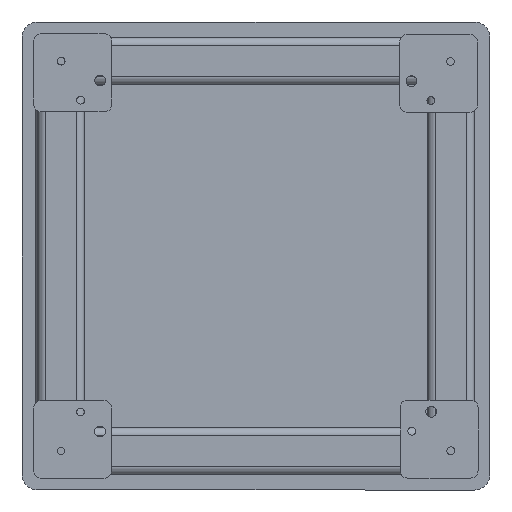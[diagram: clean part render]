
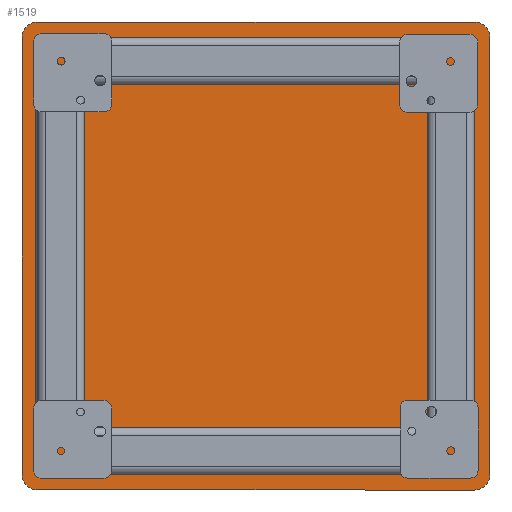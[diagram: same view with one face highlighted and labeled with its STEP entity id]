
A CAD part, front view. The second image highlights one B-rep face of the part: STEP entity #1519.
In plain terms, the highlighted planar face has unit normal (0, -1, 0).
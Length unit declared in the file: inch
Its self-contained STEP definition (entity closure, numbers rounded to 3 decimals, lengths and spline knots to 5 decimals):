
#81 = EDGE_CURVE ( 'NONE', #1493, #1853, #2433, .T. ) ;
#91 = VERTEX_POINT ( 'NONE', #1060 ) ;
#130 = VECTOR ( 'NONE', #1591, 39.37008 ) ;
#163 = DIRECTION ( 'NONE',  ( 0., -1., 0. ) ) ;
#191 = CARTESIAN_POINT ( 'NONE',  ( 0., 0., 0. ) ) ;
#221 = VECTOR ( 'NONE', #1449, 39.37008 ) ;
#272 = LINE ( 'NONE', #2055, #130 ) ;
#292 = CARTESIAN_POINT ( 'NONE',  ( -15., 0., 14. ) ) ;
#408 = AXIS2_PLACEMENT_3D ( 'NONE', #1806, #2709, #673 ) ;
#476 = EDGE_CURVE ( 'NONE', #1493, #91, #1667, .T. ) ;
#516 = VECTOR ( 'NONE', #2687, 39.37008 ) ;
#597 = DIRECTION ( 'NONE',  ( 0., 1., 0. ) ) ;
#644 = AXIS2_PLACEMENT_3D ( 'NONE', #191, #597, #1097 ) ;
#647 = AXIS2_PLACEMENT_3D ( 'NONE', #1511, #163, #1079 ) ;
#663 = ORIENTED_EDGE ( 'NONE', *, *, #2565, .T. ) ;
#673 = DIRECTION ( 'NONE',  ( 0., 0., 1. ) ) ;
#734 = ORIENTED_EDGE ( 'NONE', *, *, #1746, .F. ) ;
#828 = FACE_OUTER_BOUND ( 'NONE', #1695, .T. ) ;
#857 = CARTESIAN_POINT ( 'NONE',  ( -14., 0., 15. ) ) ;
#890 = CIRCLE ( 'NONE', #408, 1. ) ;
#974 = CARTESIAN_POINT ( 'NONE',  ( 15., 0., 14. ) ) ;
#1060 = CARTESIAN_POINT ( 'NONE',  ( 14., 0., 15. ) ) ;
#1079 = DIRECTION ( 'NONE',  ( 0., 0., 1. ) ) ;
#1097 = DIRECTION ( 'NONE',  ( 0., 0., 1. ) ) ;
#1125 = ORIENTED_EDGE ( 'NONE', *, *, #476, .F. ) ;
#1172 = AXIS2_PLACEMENT_3D ( 'NONE', #1490, #1275, #1506 ) ;
#1196 = DIRECTION ( 'NONE',  ( 1., 0., 0. ) ) ;
#1209 = VERTEX_POINT ( 'NONE', #1700 ) ;
#1244 = ORIENTED_EDGE ( 'NONE', *, *, #81, .T. ) ;
#1275 = DIRECTION ( 'NONE',  ( 0., -1., 0. ) ) ;
#1282 = EDGE_CURVE ( 'NONE', #2699, #2345, #1922, .T. ) ;
#1305 = LINE ( 'NONE', #1992, #516 ) ;
#1369 = DIRECTION ( 'NONE',  ( 0., -1., 0. ) ) ;
#1449 = DIRECTION ( 'NONE',  ( 0., 0., -1. ) ) ;
#1459 = AXIS2_PLACEMENT_3D ( 'NONE', #1771, #1369, #2056 ) ;
#1466 = EDGE_CURVE ( 'NONE', #1209, #1853, #1305, .T. ) ;
#1490 = CARTESIAN_POINT ( 'NONE',  ( -14., 0., 14. ) ) ;
#1493 = VERTEX_POINT ( 'NONE', #857 ) ;
#1506 = DIRECTION ( 'NONE',  ( 0., 0., 1. ) ) ;
#1511 = CARTESIAN_POINT ( 'NONE',  ( -14., 0., -14. ) ) ;
#1519 = ADVANCED_FACE ( 'NONE', ( #828 ), #2227, .F. ) ;
#1537 = CARTESIAN_POINT ( 'NONE',  ( -14., 0., -15. ) ) ;
#1575 = CARTESIAN_POINT ( 'NONE',  ( 14., 0., -15. ) ) ;
#1591 = DIRECTION ( 'NONE',  ( -1., 0., 0. ) ) ;
#1667 = LINE ( 'NONE', #2061, #2823 ) ;
#1674 = CARTESIAN_POINT ( 'NONE',  ( 15., 0., 15. ) ) ;
#1695 = EDGE_LOOP ( 'NONE', ( #734, #1736, #2004, #663, #1125, #1244, #2510, #2140 ) ) ;
#1700 = CARTESIAN_POINT ( 'NONE',  ( -15., 0., -14. ) ) ;
#1736 = ORIENTED_EDGE ( 'NONE', *, *, #2460, .T. ) ;
#1746 = EDGE_CURVE ( 'NONE', #2571, #2069, #272, .T. ) ;
#1771 = CARTESIAN_POINT ( 'NONE',  ( 14., 0., -14. ) ) ;
#1806 = CARTESIAN_POINT ( 'NONE',  ( 14., 0., 14. ) ) ;
#1853 = VERTEX_POINT ( 'NONE', #292 ) ;
#1922 = LINE ( 'NONE', #1674, #221 ) ;
#1992 = CARTESIAN_POINT ( 'NONE',  ( -15., 0., 15. ) ) ;
#2004 = ORIENTED_EDGE ( 'NONE', *, *, #1282, .F. ) ;
#2031 = EDGE_CURVE ( 'NONE', #1209, #2069, #2626, .T. ) ;
#2055 = CARTESIAN_POINT ( 'NONE',  ( 15., 0., -15. ) ) ;
#2056 = DIRECTION ( 'NONE',  ( 0., 0., 1. ) ) ;
#2061 = CARTESIAN_POINT ( 'NONE',  ( 15., 0., 15. ) ) ;
#2069 = VERTEX_POINT ( 'NONE', #1537 ) ;
#2077 = CIRCLE ( 'NONE', #1459, 1. ) ;
#2140 = ORIENTED_EDGE ( 'NONE', *, *, #2031, .T. ) ;
#2227 = PLANE ( 'NONE',  #644 ) ;
#2345 = VERTEX_POINT ( 'NONE', #2752 ) ;
#2433 = CIRCLE ( 'NONE', #1172, 1. ) ;
#2460 = EDGE_CURVE ( 'NONE', #2571, #2345, #2077, .T. ) ;
#2510 = ORIENTED_EDGE ( 'NONE', *, *, #1466, .F. ) ;
#2565 = EDGE_CURVE ( 'NONE', #2699, #91, #890, .T. ) ;
#2571 = VERTEX_POINT ( 'NONE', #1575 ) ;
#2626 = CIRCLE ( 'NONE', #647, 1. ) ;
#2687 = DIRECTION ( 'NONE',  ( 0., 0., 1. ) ) ;
#2699 = VERTEX_POINT ( 'NONE', #974 ) ;
#2709 = DIRECTION ( 'NONE',  ( 0., -1., 0. ) ) ;
#2752 = CARTESIAN_POINT ( 'NONE',  ( 15., 0., -14. ) ) ;
#2823 = VECTOR ( 'NONE', #1196, 39.37008 ) ;
